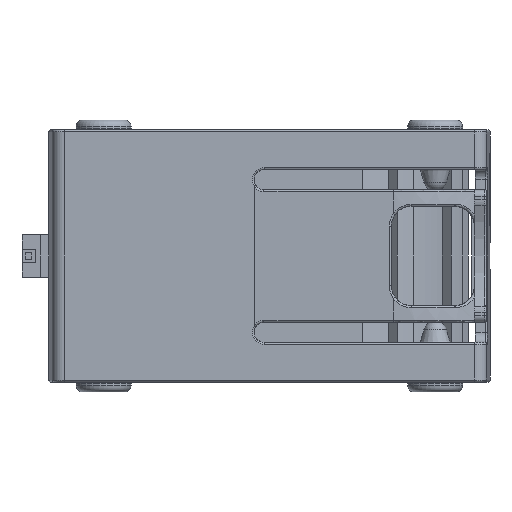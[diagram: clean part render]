
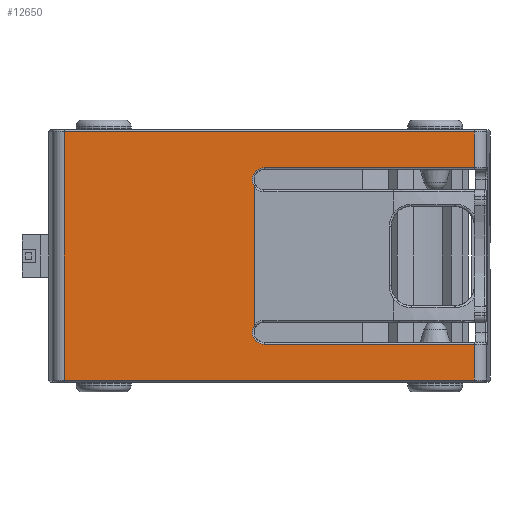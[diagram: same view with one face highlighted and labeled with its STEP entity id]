
A CAD part, left-side view. The second image highlights one B-rep face of the part: STEP entity #12650.
In plain terms, the highlighted planar face has unit normal (-1, 0, 0).
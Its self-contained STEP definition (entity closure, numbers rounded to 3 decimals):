
#8368=CARTESIAN_POINT('',(-32.7,0.8,11.5));
#8369=DIRECTION('',(-1.,0.,0.));
#8370=DIRECTION('',(0.,0.,1.));
#8371=AXIS2_PLACEMENT_3D('',#8368,#8369,#8370);
#8376=DIRECTION('',(0.,0.,1.));
#8377=VECTOR('',#8376,20.966);
#8378=CARTESIAN_POINT('',(-32.7,2.297,
-10.483));
#8379=LINE('',#8378,#8377);
#8383=CARTESIAN_POINT('',(-32.7,0.8,-11.5));
#8384=DIRECTION('',(-1.,0.,0.));
#8385=DIRECTION('',(0.,0.836,0.548));
#8386=AXIS2_PLACEMENT_3D('',#8383,#8384,#8385);
#8391=DIRECTION('',(0.,-1.,0.));
#8392=VECTOR('',#8391,31.731);
#8393=CARTESIAN_POINT('',(-32.7,0.8,-13.3));
#8394=LINE('',#8393,#8392);
#8398=DIRECTION('',(0.,0.,-1.));
#8399=VECTOR('',#8398,5.4);
#8400=CARTESIAN_POINT('',(-32.7,-30.931,-13.3));
#8401=LINE('',#8400,#8399);
#8405=DIRECTION('',(0.,-1.,0.));
#8406=VECTOR('',#8405,61.862);
#8407=CARTESIAN_POINT('',(-32.7,30.931,-18.7));
#8408=LINE('',#8407,#8406);
#8412=DIRECTION('',(0.,0.,-1.));
#8413=VECTOR('',#8412,37.4);
#8414=CARTESIAN_POINT('',(-32.7,30.931,18.7));
#8415=LINE('',#8414,#8413);
#8419=DIRECTION('',(0.,1.,0.));
#8420=VECTOR('',#8419,61.862);
#8421=CARTESIAN_POINT('',(-32.7,-30.931,18.7));
#8422=LINE('',#8421,#8420);
#8426=DIRECTION('',(0.,0.,-1.));
#8427=VECTOR('',#8426,5.4);
#8428=CARTESIAN_POINT('',(-32.7,-30.931,18.7));
#8429=LINE('',#8428,#8427);
#8433=DIRECTION('',(0.,1.,0.));
#8434=VECTOR('',#8433,31.731);
#8435=CARTESIAN_POINT('',(-32.7,-30.931,13.3));
#8436=LINE('',#8435,#8434);
#8440=CARTESIAN_POINT('',(-32.7,2.305,10.513));
#8441=CARTESIAN_POINT('',(-32.7,2.304,10.509));
#8442=CARTESIAN_POINT('',(-32.7,2.302,10.503));
#8443=CARTESIAN_POINT('',(-32.7,2.298,10.491));
#8444=CARTESIAN_POINT('',(-32.7,2.297,10.487));
#8445=CARTESIAN_POINT('',(-32.7,2.297,10.483));
#8931=CARTESIAN_POINT('',(-32.7,2.297,
-10.483));
#8936=CARTESIAN_POINT('',(-32.7,2.297,10.483));
#10953=CARTESIAN_POINT('',(-32.7,2.297,
-10.483));
#10954=CARTESIAN_POINT('',(-32.7,2.297,
-10.487));
#10955=CARTESIAN_POINT('',(-32.7,2.298,
-10.491));
#10956=CARTESIAN_POINT('',(-32.7,2.302,
-10.503));
#10957=CARTESIAN_POINT('',(-32.7,2.304,-10.509));
#10958=CARTESIAN_POINT('',(-32.7,2.305,-10.513));
#11445=VERTEX_POINT('',#8936);
#11458=VERTEX_POINT('',#8931);
#11460=CARTESIAN_POINT('',(-32.7,0.8,13.3));
#11461=CARTESIAN_POINT('',(-32.7,2.305,10.513));
#11462=VERTEX_POINT('',#11460);
#11463=VERTEX_POINT('',#11461);
#11470=CARTESIAN_POINT('',(-32.7,-30.931,13.3));
#11471=VERTEX_POINT('',#11470);
#11476=CARTESIAN_POINT('',(-32.7,0.8,-13.3));
#11477=CARTESIAN_POINT('',(-32.7,-30.931,-13.3));
#11478=VERTEX_POINT('',#11476);
#11479=VERTEX_POINT('',#11477);
#11482=CARTESIAN_POINT('',(-32.7,2.305,-10.513));
#11483=VERTEX_POINT('',#11482);
#11594=CARTESIAN_POINT('',(-32.7,30.931,18.7));
#11595=VERTEX_POINT('',#11594);
#11598=CARTESIAN_POINT('',(-32.7,-30.931,18.7));
#11599=VERTEX_POINT('',#11598);
#11614=CARTESIAN_POINT('',(-32.7,-30.931,-18.7));
#11615=VERTEX_POINT('',#11614);
#11618=CARTESIAN_POINT('',(-32.7,30.931,-18.7));
#11619=VERTEX_POINT('',#11618);
#12621=CARTESIAN_POINT('',(-32.7,32.7,-19.));
#12622=DIRECTION('',(-1.,0.,0.));
#12623=DIRECTION('',(0.,-1.,0.));
#12624=AXIS2_PLACEMENT_3D('',#12621,#12622,#12623);
#12625=PLANE('',#12624);
#12626=ORIENTED_EDGE('',*,*,#12611,.T.);
#12628=ORIENTED_EDGE('',*,*,#12627,.T.);
#12630=ORIENTED_EDGE('',*,*,#12629,.F.);
#12632=ORIENTED_EDGE('',*,*,#12631,.T.);
#12634=ORIENTED_EDGE('',*,*,#12633,.T.);
#12636=ORIENTED_EDGE('',*,*,#12635,.T.);
#12638=ORIENTED_EDGE('',*,*,#12637,.T.);
#12640=ORIENTED_EDGE('',*,*,#12639,.F.);
#12642=ORIENTED_EDGE('',*,*,#12641,.F.);
#12644=ORIENTED_EDGE('',*,*,#12643,.F.);
#12646=ORIENTED_EDGE('',*,*,#12645,.T.);
#12647=ORIENTED_EDGE('',*,*,#12599,.T.);
#12648=EDGE_LOOP('',(#12626,#12628,#12630,#12632,#12634,#12636,#12638,#12640,
#12642,#12644,#12646,#12647));
#12649=FACE_OUTER_BOUND('',#12648,.F.);
#12650=ADVANCED_FACE('',(#12649),#12625,.T.);
#8372=CIRCLE('',#8371,1.8);
#8387=CIRCLE('',#8386,1.8);
#8446=B_SPLINE_CURVE_WITH_KNOTS('',3,(#8440,#8441,#8442,#8443,#8444,#8445),
.UNSPECIFIED.,.F.,.F.,(4,1,1,4),(0.,0.333,0.667,1.),
.UNSPECIFIED.);
#10959=B_SPLINE_CURVE_WITH_KNOTS('',3,(#10953,#10954,#10955,#10956,#10957,
#10958),.UNSPECIFIED.,.F.,.F.,(4,1,1,4),(0.,0.333,
0.667,1.),.UNSPECIFIED.);
#12599=EDGE_CURVE('',#11471,#11462,#8436,.T.);
#12611=EDGE_CURVE('',#11462,#11463,#8372,.T.);
#12627=EDGE_CURVE('',#11463,#11445,#8446,.T.);
#12629=EDGE_CURVE('',#11458,#11445,#8379,.T.);
#12631=EDGE_CURVE('',#11458,#11483,#10959,.T.);
#12633=EDGE_CURVE('',#11483,#11478,#8387,.T.);
#12635=EDGE_CURVE('',#11478,#11479,#8394,.T.);
#12637=EDGE_CURVE('',#11479,#11615,#8401,.T.);
#12639=EDGE_CURVE('',#11619,#11615,#8408,.T.);
#12641=EDGE_CURVE('',#11595,#11619,#8415,.T.);
#12643=EDGE_CURVE('',#11599,#11595,#8422,.T.);
#12645=EDGE_CURVE('',#11599,#11471,#8429,.T.);
